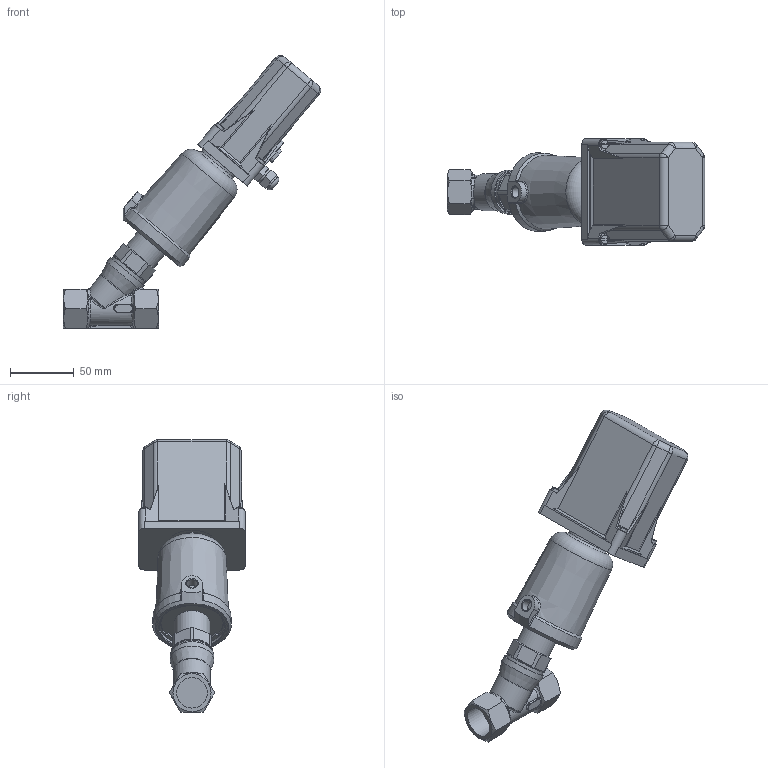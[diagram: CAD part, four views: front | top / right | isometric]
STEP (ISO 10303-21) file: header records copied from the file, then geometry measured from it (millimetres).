
FILE_DESCRIPTION( ( 'Unknown' ), '1' );
FILE_NAME( '7010-020V101020----2M---J.stp', 'Unknown', ( 'Unknown' ), ( 'Unknown' ), 'PSStep 17.0.49', 'Unknown', ' ' );
FILE_SCHEMA( ( 'AUTOMOTIVE_DESIGN { 1 0 10303 214 1 1 1 1 }' ) );
Length unit declared in the file: millimetre
Products named in the file (5): Assem1; DN20 Gewinde; Kopfstück DN20; Kolbenantrieb D50-NC-AufZu; El Stellungsanzeige mit Verschraubungen
Assembly tree (4 placements, depth 2):
  Assem1
    DN20 Gewinde
    Kopfstück DN20
    Kolbenantrieb D50-NC-AufZu
    El Stellungsanzeige mit Verschraubungen
Bounding box: 202.64 x 84 x 214.88 mm (x, y, z)
Volume: 611892.8 mm3; surface area: 72447.2 mm2
Topology: 4 solids, 4 shells, 376 faces, 966 edges, 614 vertices
Faces by surface type: plane 185, cylinder 78, bspline 62, cone 20, torus 18, sphere 12, extrusion 1
Full cylindrical faces by diameter (mm): 6 x3, 7 x4, 8.57 x1, 12.5 x4, 24.12 x2, 28 x1, 32 x1, 32.3 x1, 33 x1, 34.5 x1, 40 x1, 52.05 x1
Entity records: 22063 total; most frequent: CARTESIAN_POINT 11516, ORIENTED_EDGE 1818, DIRECTION 1519, EDGE_CURVE 909, VERTEX_POINT 598, AXIS2_PLACEMENT_3D 551, EDGE_LOOP 433, VECTOR 417
